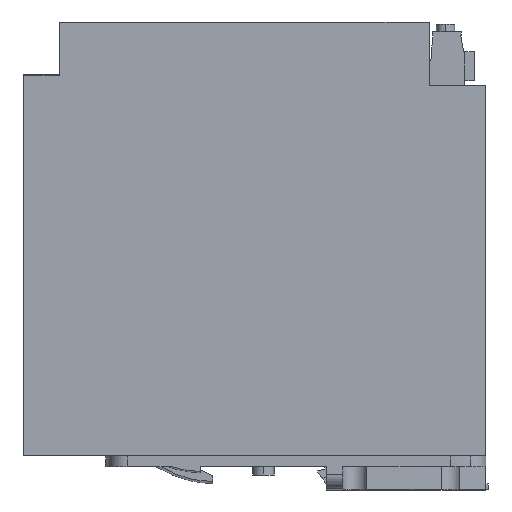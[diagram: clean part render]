
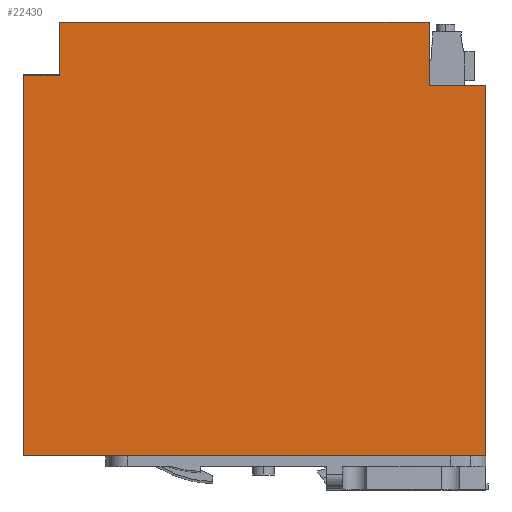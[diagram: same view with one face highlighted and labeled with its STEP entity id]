
A CAD part, left-side view. The second image highlights one B-rep face of the part: STEP entity #22430.
In plain terms, the highlighted face is planar.
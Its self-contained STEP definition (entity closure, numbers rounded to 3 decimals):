
#21040=CARTESIAN_POINT('',(31.48,87.302,33.987));
#21050=VERTEX_POINT('',#21040);
#21220=CARTESIAN_POINT('',(31.48,103.302,33.987));
#21230=VERTEX_POINT('',#21220);
#21260=CARTESIAN_POINT('',(31.48,0.,33.987));
#21270=DIRECTION('',(0.,1.,0.));
#21280=VECTOR('',#21270,1.);
#21290=LINE('',#21260,#21280);
#21300=EDGE_CURVE('',#21050,#21230,#21290,.T.);
#21810=CARTESIAN_POINT('',(31.48,103.201,33.987));
#21820=DIRECTION('',(1.,0.,-0.));
#21830=DIRECTION('',(0.,0.,1.));
#21840=AXIS2_PLACEMENT_3D('',#21810,#21820,#21830);
#21850=PLANE('',#21840);
#21860=CARTESIAN_POINT('',(31.48,106.952,-70.113));
#21870=DIRECTION('',(0.,1.,0.));
#21880=VECTOR('',#21870,1.);
#21890=LINE('',#21860,#21880);
#21900=CARTESIAN_POINT('',(31.48,-26.698,-70.113));
#21910=VERTEX_POINT('',#21900);
#21920=CARTESIAN_POINT('',(31.48,103.302,-70.113));
#21930=VERTEX_POINT('',#21920);
#21940=EDGE_CURVE('',#21910,#21930,#21890,.T.);
#21950=ORIENTED_EDGE('',*,*,#21940,.T.);
#21960=CARTESIAN_POINT('',(31.48,-26.698,-51.244));
#21970=DIRECTION('',(0.,0.,1.));
#21980=VECTOR('',#21970,1.);
#21990=LINE('',#21960,#21980);
#22000=CARTESIAN_POINT('',(31.48,-26.698,36.887));
#22010=VERTEX_POINT('',#22000);
#22020=EDGE_CURVE('',#21910,#22010,#21990,.T.);
#22030=ORIENTED_EDGE('',*,*,#22020,.F.);
#22040=CARTESIAN_POINT('',(31.48,106.952,36.887));
#22050=DIRECTION('',(0.,-1.,0.));
#22060=VECTOR('',#22050,1.);
#22070=LINE('',#22040,#22060);
#22080=CARTESIAN_POINT('',(31.48,-16.698,36.887));
#22090=VERTEX_POINT('',#22080);
#22100=EDGE_CURVE('',#22090,#22010,#22070,.T.);
#22110=ORIENTED_EDGE('',*,*,#22100,.T.);
#22120=CARTESIAN_POINT('',(31.48,-16.698,-51.244));
#22130=DIRECTION('',(0.,0.,1.));
#22140=VECTOR('',#22130,1.);
#22150=LINE('',#22120,#22140);
#22160=CARTESIAN_POINT('',(31.48,-16.698,51.887));
#22170=VERTEX_POINT('',#22160);
#22180=EDGE_CURVE('',#22090,#22170,#22150,.T.);
#22190=ORIENTED_EDGE('',*,*,#22180,.F.);
#22200=CARTESIAN_POINT('',(31.48,0.,51.887));
#22210=DIRECTION('',(0.,1.,0.));
#22220=VECTOR('',#22210,1.);
#22230=LINE('',#22200,#22220);
#22240=CARTESIAN_POINT('',(31.48,87.302,51.887));
#22250=VERTEX_POINT('',#22240);
#22260=EDGE_CURVE('',#22170,#22250,#22230,.T.);
#22270=ORIENTED_EDGE('',*,*,#22260,.F.);
#22280=CARTESIAN_POINT('',(31.48,87.302,0.));
#22290=DIRECTION('',(0.,0.,-1.));
#22300=VECTOR('',#22290,1.);
#22310=LINE('',#22280,#22300);
#22320=EDGE_CURVE('',#22250,#21050,#22310,.T.);
#22330=ORIENTED_EDGE('',*,*,#22320,.F.);
#22340=ORIENTED_EDGE('',*,*,#21300,.F.);
#22350=CARTESIAN_POINT('',(31.48,103.302,0.));
#22360=DIRECTION('',(0.,0.,-1.));
#22370=VECTOR('',#22360,1.);
#22380=LINE('',#22350,#22370);
#22390=EDGE_CURVE('',#21230,#21930,#22380,.T.);
#22400=ORIENTED_EDGE('',*,*,#22390,.F.);
#22410=EDGE_LOOP('',(#22400,#22340,#22330,#22270,#22190,#22110,#22030,
#21950));
#22420=FACE_OUTER_BOUND('',#22410,.T.);
#22430=ADVANCED_FACE('',(#22420),#21850,.T.);
